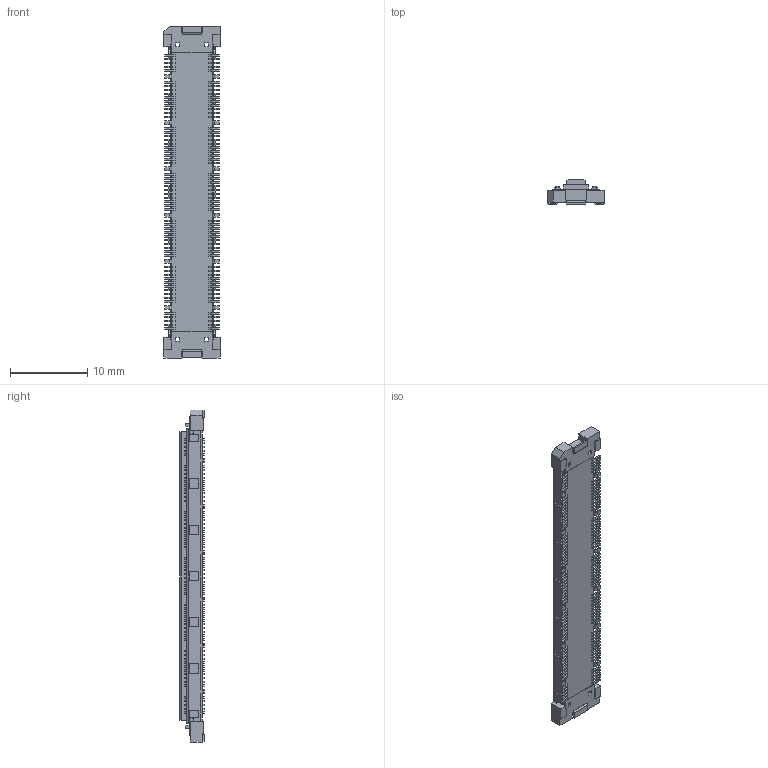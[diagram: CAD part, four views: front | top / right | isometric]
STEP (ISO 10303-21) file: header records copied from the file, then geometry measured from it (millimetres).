
FILE_DESCRIPTION(('OneSpaceDesigner STEP Export'),'2;1');
FILE_NAME('FX10B-120S12-SV.stp','2007-12-17T18:29:12',(''),(''),'OneSpace Designer STEP processor for AP214 (Solid Model)','OneSpace Modeling 15.00A 14-Mar-2007 (C) CoCreate Software GmbH','');
FILE_SCHEMA(('AUTOMOTIVE_DESIGN { 1 0 10303 214 1 1 1 1 }'));
Products named in the file (2): FX10B-120S12-SV
Assembly tree (1 placements, depth 2):
  FX10B-120S12-SV
    FX10B-120S12-SV
Bounding box: 7.3 x 3.2 x 43.1 mm (x, y, z)
Volume: 449.9 mm3; surface area: 1248.4 mm2
Topology: 1 solids, 1 shells, 2151 faces, 5682 edges, 3760 vertices
Faces by surface type: plane 1831, cylinder 296, sphere 24
Entity records: 61950 total; most frequent: ORIENTED_EDGE 11316, CARTESIAN_POINT 10839, DIRECTION 9205, EDGE_CURVE 5658, VECTOR 4953, LINE 4953, VERTEX_POINT 3760, EDGE_LOOP 2410
